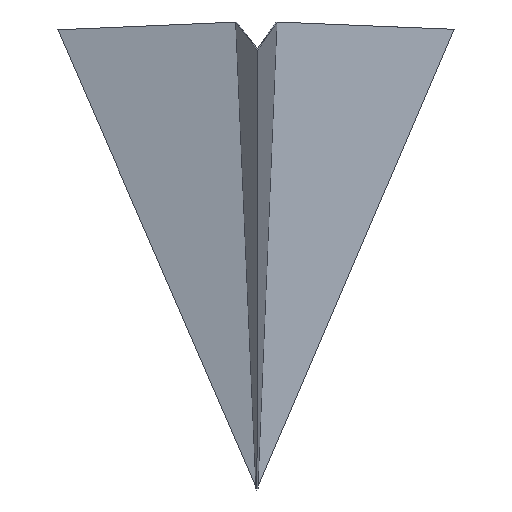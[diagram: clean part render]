
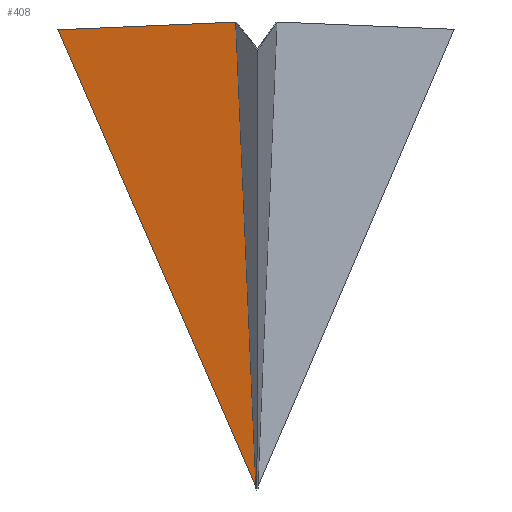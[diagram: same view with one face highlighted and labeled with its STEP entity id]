
A CAD part, front view. The second image highlights one B-rep face of the part: STEP entity #408.
In plain terms, the highlighted planar face has unit normal (-0.163, -0.987, -0.007).
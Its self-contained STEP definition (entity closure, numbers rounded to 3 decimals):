
#26 = CARTESIAN_POINT ( 'NONE',  ( -0.429, -0.436, -0.019 ) ) ;
#28 = DIRECTION ( 'NONE',  ( -0.986, 0.164, -0.043 ) ) ;
#41 = CARTESIAN_POINT ( 'NONE',  ( -87.871, 12.593, 202.535 ) ) ;
#46 = AXIS2_PLACEMENT_3D ( 'NONE', #140, #215, #413 ) ;
#65 = VECTOR ( 'NONE', #211, 1000. ) ;
#70 = CARTESIAN_POINT ( 'NONE',  ( -87.871, 12.593, 202.535 ) ) ;
#72 = VERTEX_POINT ( 'NONE', #41 ) ;
#84 = VERTEX_POINT ( 'NONE', #303 ) ;
#106 = ORIENTED_EDGE ( 'NONE', *, *, #341, .T. ) ;
#128 = CARTESIAN_POINT ( 'NONE',  ( -9.366, -0.436, 205.855 ) ) ;
#136 = LINE ( 'NONE', #209, #65 ) ;
#140 = CARTESIAN_POINT ( 'NONE',  ( -0.082, -0.493, -0.004 ) ) ;
#142 = FACE_OUTER_BOUND ( 'NONE', #321, .T. ) ;
#145 = VERTEX_POINT ( 'NONE', #358 ) ;
#148 = VERTEX_POINT ( 'NONE', #128 ) ;
#160 = VERTEX_POINT ( 'NONE', #236 ) ;
#176 = ORIENTED_EDGE ( 'NONE', *, *, #437, .T. ) ;
#209 = CARTESIAN_POINT ( 'NONE',  ( -0.082, -0.493, -0.004 ) ) ;
#211 = DIRECTION ( 'NONE',  ( -0.043, 0., 0.999 ) ) ;
#215 = DIRECTION ( 'NONE',  ( 0.163, 0.987, 0.007 ) ) ;
#220 = DIRECTION ( 'NONE',  ( 0.397, -0.059, -0.916 ) ) ;
#236 = CARTESIAN_POINT ( 'NONE',  ( -9.018, -0.493, 205.84 ) ) ;
#242 = VECTOR ( 'NONE', #220, 1000. ) ;
#243 = EDGE_CURVE ( 'NONE', #160, #148, #249, .T. ) ;
#249 = LINE ( 'NONE', #368, #379 ) ;
#252 = LINE ( 'NONE', #26, #305 ) ;
#258 = EDGE_CURVE ( 'NONE', #84, #72, #288, .T. ) ;
#262 = EDGE_CURVE ( 'NONE', #145, #148, #252, .T. ) ;
#286 = ORIENTED_EDGE ( 'NONE', *, *, #243, .F. ) ;
#288 = LINE ( 'NONE', #471, #396 ) ;
#295 = ORIENTED_EDGE ( 'NONE', *, *, #262, .T. ) ;
#303 = CARTESIAN_POINT ( 'NONE',  ( -9.023, -0.493, 205.958 ) ) ;
#305 = VECTOR ( 'NONE', #406, 1000. ) ;
#321 = EDGE_LOOP ( 'NONE', ( #286, #106, #399, #176, #295 ) ) ;
#333 = LINE ( 'NONE', #70, #242 ) ;
#341 = EDGE_CURVE ( 'NONE', #160, #84, #136, .T. ) ;
#358 = CARTESIAN_POINT ( 'NONE',  ( -0.468, -0.436, 0.888 ) ) ;
#368 = CARTESIAN_POINT ( 'NONE',  ( -9.028, -0.492, 205.841 ) ) ;
#379 = VECTOR ( 'NONE', #403, 1000. ) ;
#396 = VECTOR ( 'NONE', #28, 1000. ) ;
#399 = ORIENTED_EDGE ( 'NONE', *, *, #258, .T. ) ;
#403 = DIRECTION ( 'NONE',  ( -0.986, 0.163, 0.041 ) ) ;
#406 = DIRECTION ( 'NONE',  ( -0.043, 0., 0.999 ) ) ;
#408 = ADVANCED_FACE ( 'NONE', ( #142 ), #411, .F. ) ;
#411 = PLANE ( 'NONE',  #46 ) ;
#413 = DIRECTION ( 'NONE',  ( -0.001, -0.007, 1. ) ) ;
#437 = EDGE_CURVE ( 'NONE', #72, #145, #333, .T. ) ;
#471 = CARTESIAN_POINT ( 'NONE',  ( -9.023, -0.493, 205.958 ) ) ;
